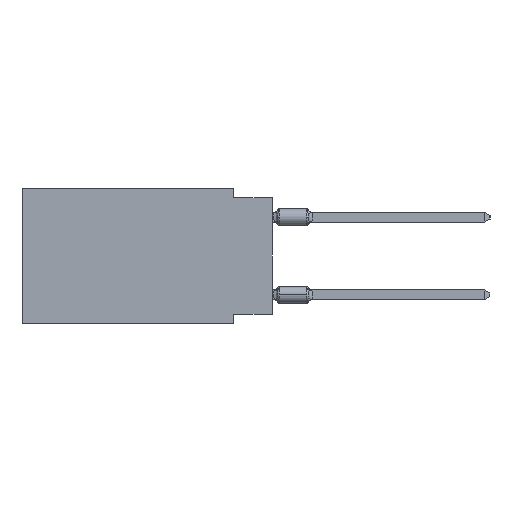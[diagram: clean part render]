
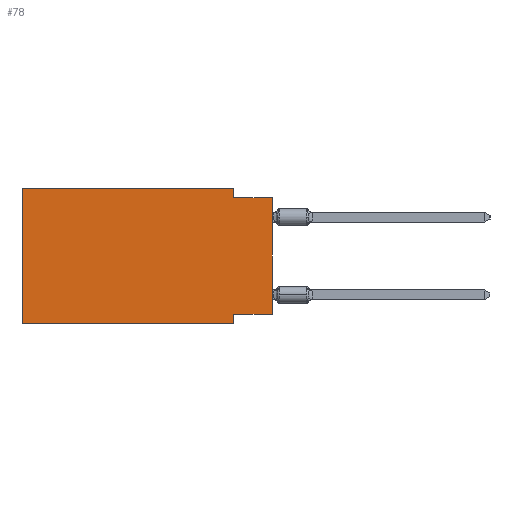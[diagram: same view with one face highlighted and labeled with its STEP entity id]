
A CAD part, left-side view. The second image highlights one B-rep face of the part: STEP entity #78.
In plain terms, the highlighted planar face has unit normal (-1, 0, 0).
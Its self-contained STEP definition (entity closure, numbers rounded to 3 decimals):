
#78 = ADVANCED_FACE ( 'NONE', ( #41094 ), #11503, .F. ) ;
#263 = EDGE_CURVE ( 'NONE', #26787, #42586, #31759, .T. ) ;
#454 = DIRECTION ( 'NONE',  ( 0., -1., 0. ) ) ;
#1405 = CARTESIAN_POINT ( 'NONE',  ( 0., 16.383, 0. ) ) ;
#1666 = CARTESIAN_POINT ( 'NONE',  ( 0., 2.54, -8.89 ) ) ;
#2942 = DIRECTION ( 'NONE',  ( 0., 0., -1. ) ) ;
#5082 = EDGE_CURVE ( 'NONE', #47310, #42586, #34640, .T. ) ;
#5344 = DIRECTION ( 'NONE',  ( 0., -1., 0. ) ) ;
#5767 = CARTESIAN_POINT ( 'NONE',  ( 0., 16.383, -8.89 ) ) ;
#5846 = AXIS2_PLACEMENT_3D ( 'NONE', #26424, #7835, #2942 ) ;
#6145 = VERTEX_POINT ( 'NONE', #36459 ) ;
#7817 = VERTEX_POINT ( 'NONE', #36141 ) ;
#7835 = DIRECTION ( 'NONE',  ( 1., 0., 0. ) ) ;
#9340 = VECTOR ( 'NONE', #40508, 1000. ) ;
#9534 = CARTESIAN_POINT ( 'NONE',  ( 0., 2.54, -8.89 ) ) ;
#9552 = ORIENTED_EDGE ( 'NONE', *, *, #29678, .F. ) ;
#9821 = LINE ( 'NONE', #14468, #44446 ) ;
#9991 = VECTOR ( 'NONE', #33676, 1000. ) ;
#10913 = LINE ( 'NONE', #37326, #9340 ) ;
#11503 = PLANE ( 'NONE',  #5846 ) ;
#11653 = ORIENTED_EDGE ( 'NONE', *, *, #13965, .T. ) ;
#12341 = LINE ( 'NONE', #27489, #26971 ) ;
#12764 = EDGE_LOOP ( 'NONE', ( #11653, #28903, #33720, #27282, #9552, #35214, #29022, #45547 ) ) ;
#13965 = EDGE_CURVE ( 'NONE', #22670, #7817, #48102, .T. ) ;
#14468 = CARTESIAN_POINT ( 'NONE',  ( 0., 16.383, 0. ) ) ;
#15873 = CARTESIAN_POINT ( 'NONE',  ( 0., 0., -0.635 ) ) ;
#17125 = CARTESIAN_POINT ( 'NONE',  ( 0., 16.383, -8.89 ) ) ;
#18765 = CARTESIAN_POINT ( 'NONE',  ( 0., 0., 0. ) ) ;
#19965 = CARTESIAN_POINT ( 'NONE',  ( 0., 16.383, 0. ) ) ;
#22670 = VERTEX_POINT ( 'NONE', #28613 ) ;
#23872 = DIRECTION ( 'NONE',  ( 0., -1., 0. ) ) ;
#24994 = DIRECTION ( 'NONE',  ( 0., 0., 1. ) ) ;
#26220 = VECTOR ( 'NONE', #5344, 1000. ) ;
#26424 = CARTESIAN_POINT ( 'NONE',  ( 0., 16.383, 0. ) ) ;
#26787 = VERTEX_POINT ( 'NONE', #36375 ) ;
#26971 = VECTOR ( 'NONE', #46075, 1000. ) ;
#27282 = ORIENTED_EDGE ( 'NONE', *, *, #35094, .F. ) ;
#27489 = CARTESIAN_POINT ( 'NONE',  ( 0., 2.54, 0. ) ) ;
#27845 = LINE ( 'NONE', #1405, #26220 ) ;
#28216 = CARTESIAN_POINT ( 'NONE',  ( 0., 2.54, -0.635 ) ) ;
#28613 = CARTESIAN_POINT ( 'NONE',  ( 0., 0., -8.255 ) ) ;
#28903 = ORIENTED_EDGE ( 'NONE', *, *, #43211, .F. ) ;
#29022 = ORIENTED_EDGE ( 'NONE', *, *, #263, .F. ) ;
#29678 = EDGE_CURVE ( 'NONE', #47310, #43852, #9821, .T. ) ;
#29998 = EDGE_CURVE ( 'NONE', #22670, #26787, #10913, .T. ) ;
#30657 = VECTOR ( 'NONE', #454, 1000. ) ;
#31759 = LINE ( 'NONE', #1666, #32435 ) ;
#32435 = VECTOR ( 'NONE', #43013, 1000. ) ;
#33676 = DIRECTION ( 'NONE',  ( 0., 0., 1. ) ) ;
#33720 = ORIENTED_EDGE ( 'NONE', *, *, #41576, .F. ) ;
#33985 = LINE ( 'NONE', #15873, #30657 ) ;
#34640 = LINE ( 'NONE', #5767, #36709 ) ;
#35094 = EDGE_CURVE ( 'NONE', #43852, #6145, #27845, .T. ) ;
#35214 = ORIENTED_EDGE ( 'NONE', *, *, #5082, .T. ) ;
#36141 = CARTESIAN_POINT ( 'NONE',  ( 0., 0., -0.635 ) ) ;
#36375 = CARTESIAN_POINT ( 'NONE',  ( 0., 2.54, -8.255 ) ) ;
#36459 = CARTESIAN_POINT ( 'NONE',  ( 0., 2.54, 0. ) ) ;
#36709 = VECTOR ( 'NONE', #23872, 1000. ) ;
#37326 = CARTESIAN_POINT ( 'NONE',  ( 0., 0., -8.255 ) ) ;
#39208 = VERTEX_POINT ( 'NONE', #28216 ) ;
#40508 = DIRECTION ( 'NONE',  ( 0., 1., 0. ) ) ;
#41094 = FACE_OUTER_BOUND ( 'NONE', #12764, .T. ) ;
#41576 = EDGE_CURVE ( 'NONE', #6145, #39208, #12341, .T. ) ;
#42586 = VERTEX_POINT ( 'NONE', #9534 ) ;
#43013 = DIRECTION ( 'NONE',  ( 0., 0., -1. ) ) ;
#43211 = EDGE_CURVE ( 'NONE', #39208, #7817, #33985, .T. ) ;
#43852 = VERTEX_POINT ( 'NONE', #19965 ) ;
#44446 = VECTOR ( 'NONE', #24994, 1000. ) ;
#45547 = ORIENTED_EDGE ( 'NONE', *, *, #29998, .F. ) ;
#46075 = DIRECTION ( 'NONE',  ( 0., 0., -1. ) ) ;
#47310 = VERTEX_POINT ( 'NONE', #17125 ) ;
#48102 = LINE ( 'NONE', #18765, #9991 ) ;
